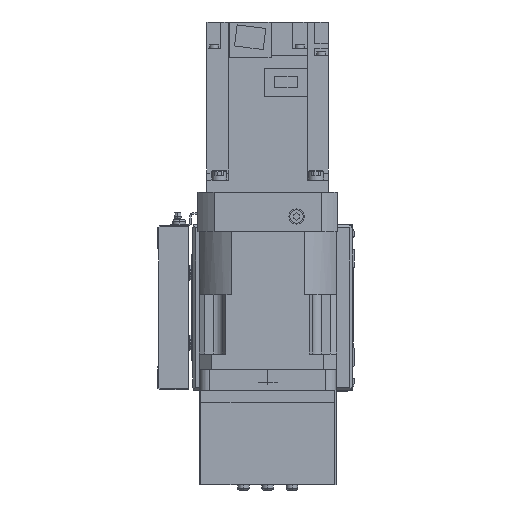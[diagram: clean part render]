
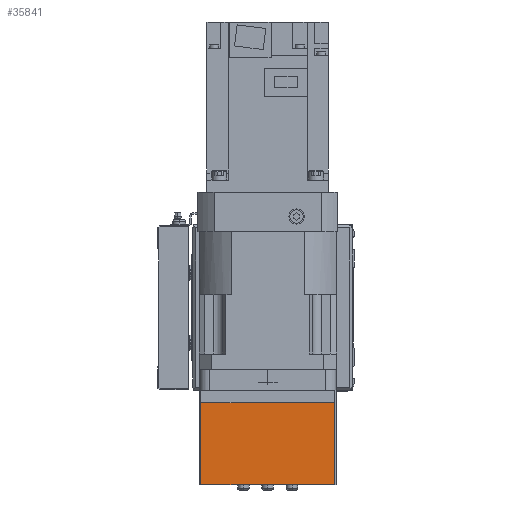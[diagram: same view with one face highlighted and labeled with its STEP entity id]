
A CAD part, left-side view. The second image highlights one B-rep face of the part: STEP entity #35841.
In plain terms, the highlighted planar face has unit normal (-1, 0, 0).
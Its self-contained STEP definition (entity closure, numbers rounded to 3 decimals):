
#565 = DIRECTION ( 'NONE',  ( 0., 0., 1. ) ) ;
#1889 = LINE ( 'NONE', #32817, #37396 ) ;
#3788 = VERTEX_POINT ( 'NONE', #10012 ) ;
#4361 = DIRECTION ( 'NONE',  ( 0., -1., 0. ) ) ;
#9016 = VECTOR ( 'NONE', #12411, 1000. ) ;
#9528 = VECTOR ( 'NONE', #4361, 1000. ) ;
#9948 = AXIS2_PLACEMENT_3D ( 'NONE', #28308, #27297, #19425 ) ;
#10012 = CARTESIAN_POINT ( 'NONE',  ( -99.5, 12.1, -62.5 ) ) ;
#12169 = CARTESIAN_POINT ( 'NONE',  ( -99.5, 12.1, -116.5 ) ) ;
#12411 = DIRECTION ( 'NONE',  ( 0., 0., 1. ) ) ;
#12922 = LINE ( 'NONE', #39820, #9016 ) ;
#15905 = EDGE_CURVE ( 'NONE', #29770, #3788, #49750, .T. ) ;
#17214 = VERTEX_POINT ( 'NONE', #26694 ) ;
#18606 = EDGE_CURVE ( 'NONE', #17214, #3788, #27948, .T. ) ;
#19425 = DIRECTION ( 'NONE',  ( 0., 0., 1. ) ) ;
#19821 = CARTESIAN_POINT ( 'NONE',  ( -99.5, 12.1, -116.5 ) ) ;
#23489 = ORIENTED_EDGE ( 'NONE', *, *, #18606, .F. ) ;
#26694 = CARTESIAN_POINT ( 'NONE',  ( -99.5, 100.1, -62.5 ) ) ;
#27297 = DIRECTION ( 'NONE',  ( -1., 0., 0. ) ) ;
#27547 = FACE_OUTER_BOUND ( 'NONE', #48312, .T. ) ;
#27948 = LINE ( 'NONE', #43433, #9528 ) ;
#28308 = CARTESIAN_POINT ( 'NONE',  ( -99.5, 100.1, -116.5 ) ) ;
#29770 = VERTEX_POINT ( 'NONE', #12169 ) ;
#30823 = ORIENTED_EDGE ( 'NONE', *, *, #50034, .T. ) ;
#31842 = PLANE ( 'NONE',  #9948 ) ;
#32817 = CARTESIAN_POINT ( 'NONE',  ( -99.5, 100.1, -116.5 ) ) ;
#33930 = VERTEX_POINT ( 'NONE', #46142 ) ;
#35841 = ADVANCED_FACE ( 'NONE', ( #27547 ), #31842, .T. ) ;
#37396 = VECTOR ( 'NONE', #44514, 1000. ) ;
#39820 = CARTESIAN_POINT ( 'NONE',  ( -99.5, 100.1, -116.5 ) ) ;
#40066 = ORIENTED_EDGE ( 'NONE', *, *, #49527, .F. ) ;
#40740 = ORIENTED_EDGE ( 'NONE', *, *, #15905, .T. ) ;
#42654 = VECTOR ( 'NONE', #565, 1000. ) ;
#43433 = CARTESIAN_POINT ( 'NONE',  ( -99.5, 100.1, -62.5 ) ) ;
#44514 = DIRECTION ( 'NONE',  ( 0., -1., 0. ) ) ;
#46142 = CARTESIAN_POINT ( 'NONE',  ( -99.5, 100.1, -116.5 ) ) ;
#48312 = EDGE_LOOP ( 'NONE', ( #40740, #23489, #40066, #30823 ) ) ;
#49527 = EDGE_CURVE ( 'NONE', #33930, #17214, #12922, .T. ) ;
#49750 = LINE ( 'NONE', #19821, #42654 ) ;
#50034 = EDGE_CURVE ( 'NONE', #33930, #29770, #1889, .T. ) ;
